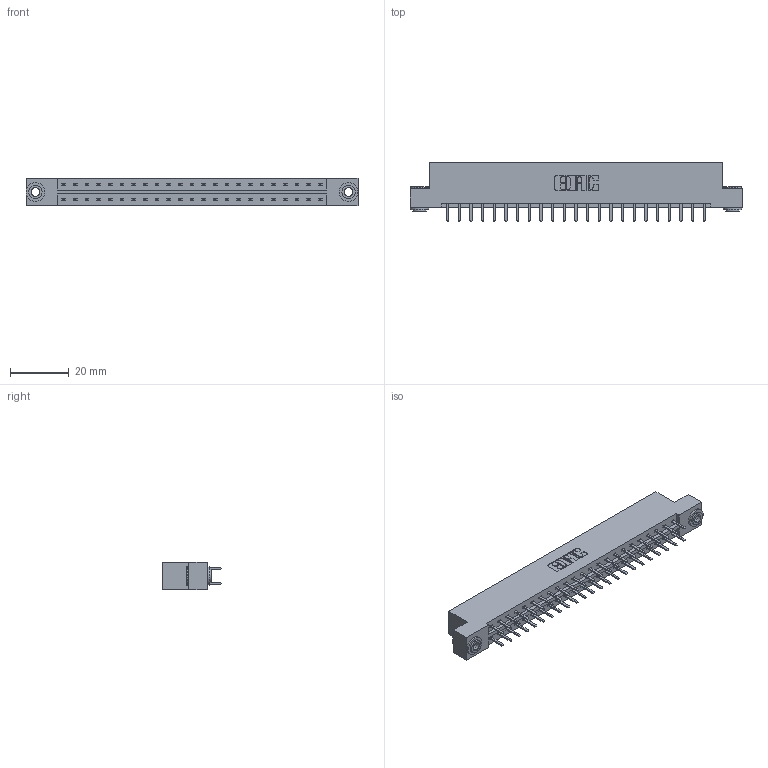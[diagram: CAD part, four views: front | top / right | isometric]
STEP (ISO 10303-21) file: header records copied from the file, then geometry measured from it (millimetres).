
FILE_DESCRIPTION (( 'STEP AP203' ), '1' );
FILE_NAME ('333-046-520-203.STEP', '2018-08-03T21:59:36', ( '' ), ( '' ), 'SwSTEP 2.0', 'SolidWorks 2016', '' );
FILE_SCHEMA (( 'CONFIG_CONTROL_DESIGN' ));
Length unit declared in the file: inch
Products named in the file (4): 345-292-001_345-293-120; 345-250-002_345-250-002-102; 333-046-520-203; 333 Part_Flush - .156 Dia - TH
Assembly tree (49 placements, depth 2):
  333-046-520-203
    333 Part_Flush - .156 Dia - TH
    345-292-001_345-293-120  x46
    345-250-002_345-250-002-102  x2
Bounding box: 112.67 x 20.02 x 9.4 mm (x, y, z)
Volume: 11324.9 mm3; surface area: 13352 mm2
Topology: 49 solids, 49 shells, 2728 faces, 7885 edges, 5130 vertices
Faces by surface type: plane 1828, cylinder 892, cone 8
Entity records: 18018 total; most frequent: CARTESIAN_POINT 2997, ORIENTED_EDGE 2914, DIRECTION 2615, EDGE_CURVE 1457, LINE 1301, VECTOR 1301, VERTEX_POINT 966, AXIS2_PLACEMENT_3D 657
